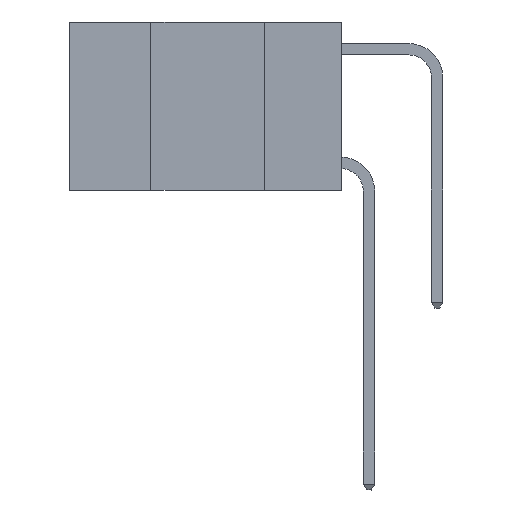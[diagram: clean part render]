
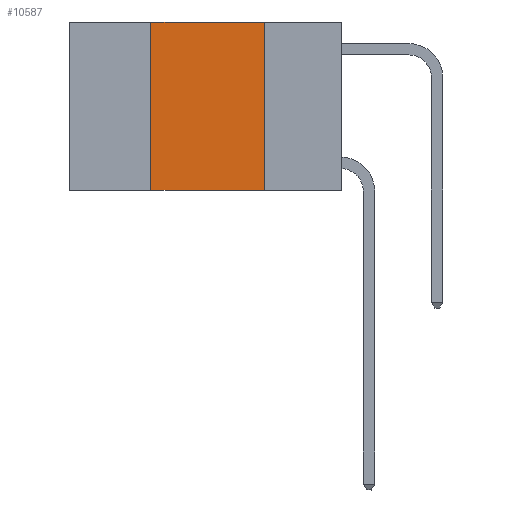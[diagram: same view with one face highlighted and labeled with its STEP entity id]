
A CAD part, left-side view. The second image highlights one B-rep face of the part: STEP entity #10587.
In plain terms, the highlighted planar face has unit normal (-1, 0, 0).
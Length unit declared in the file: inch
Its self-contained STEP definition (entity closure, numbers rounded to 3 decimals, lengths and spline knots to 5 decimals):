
#8 = ORIENTED_EDGE ( 'NONE', *, *, #11901, .T. ) ;
#67 = VECTOR ( 'NONE', #2893, 39.37008 ) ;
#1175 = CARTESIAN_POINT ( 'NONE',  ( 0., 0.42, 0. ) ) ;
#1333 = LINE ( 'NONE', #1175, #6789 ) ;
#1512 = DIRECTION ( 'NONE',  ( 0., -1., 0. ) ) ;
#1865 = CARTESIAN_POINT ( 'NONE',  ( 0., 0.17, 0. ) ) ;
#2551 = VERTEX_POINT ( 'NONE', #1865 ) ;
#2893 = DIRECTION ( 'NONE',  ( 0., -1., 0. ) ) ;
#3028 = CARTESIAN_POINT ( 'NONE',  ( 0., 0.17, -0.37 ) ) ;
#3599 = ORIENTED_EDGE ( 'NONE', *, *, #4857, .F. ) ;
#4080 = ORIENTED_EDGE ( 'NONE', *, *, #11336, .F. ) ;
#4235 = VECTOR ( 'NONE', #1512, 39.37008 ) ;
#4276 = FACE_OUTER_BOUND ( 'NONE', #4911, .T. ) ;
#4857 = EDGE_CURVE ( 'NONE', #10950, #11851, #1333, .T. ) ;
#4887 = CARTESIAN_POINT ( 'NONE',  ( 0., 0.6, 0. ) ) ;
#4911 = EDGE_LOOP ( 'NONE', ( #8670, #4080, #3599, #8 ) ) ;
#5957 = DIRECTION ( 'NONE',  ( 0., 0., -1. ) ) ;
#6789 = VECTOR ( 'NONE', #11876, 39.37008 ) ;
#7382 = DIRECTION ( 'NONE',  ( 0., 0., -1. ) ) ;
#7969 = EDGE_CURVE ( 'NONE', #2551, #13354, #11779, .T. ) ;
#7994 = CARTESIAN_POINT ( 'NONE',  ( 0., 0.6, -0.37 ) ) ;
#8432 = CARTESIAN_POINT ( 'NONE',  ( 0., 0.17, 0. ) ) ;
#8508 = AXIS2_PLACEMENT_3D ( 'NONE', #4887, #12203, #5957 ) ;
#8670 = ORIENTED_EDGE ( 'NONE', *, *, #7969, .F. ) ;
#8923 = CARTESIAN_POINT ( 'NONE',  ( 0., 0.42, 0. ) ) ;
#8975 = VECTOR ( 'NONE', #7382, 39.37008 ) ;
#10587 = ADVANCED_FACE ( 'NONE', ( #4276 ), #11185, .F. ) ;
#10753 = CARTESIAN_POINT ( 'NONE',  ( 0., 0.42, -0.37 ) ) ;
#10950 = VERTEX_POINT ( 'NONE', #10753 ) ;
#11185 = PLANE ( 'NONE',  #8508 ) ;
#11191 = LINE ( 'NONE', #12355, #67 ) ;
#11336 = EDGE_CURVE ( 'NONE', #11851, #2551, #11191, .T. ) ;
#11779 = LINE ( 'NONE', #8432, #8975 ) ;
#11851 = VERTEX_POINT ( 'NONE', #8923 ) ;
#11876 = DIRECTION ( 'NONE',  ( 0., 0., 1. ) ) ;
#11901 = EDGE_CURVE ( 'NONE', #10950, #13354, #12608, .T. ) ;
#12203 = DIRECTION ( 'NONE',  ( 1., 0., 0. ) ) ;
#12355 = CARTESIAN_POINT ( 'NONE',  ( 0., 0.6, 0. ) ) ;
#12608 = LINE ( 'NONE', #7994, #4235 ) ;
#13354 = VERTEX_POINT ( 'NONE', #3028 ) ;
